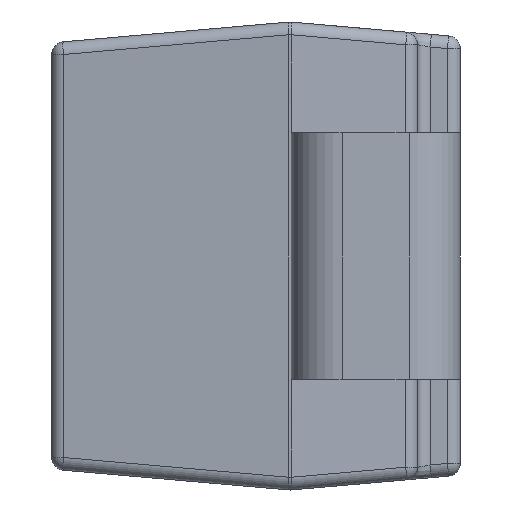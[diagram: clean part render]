
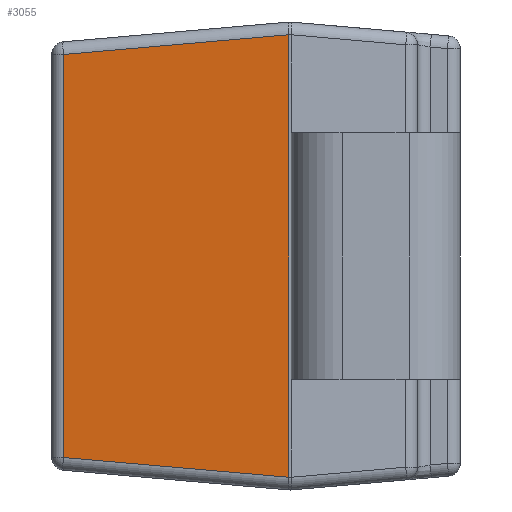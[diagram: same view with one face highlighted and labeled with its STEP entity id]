
A CAD part, left-side view. The second image highlights one B-rep face of the part: STEP entity #3055.
In plain terms, the highlighted planar face has unit normal (-0.996, 0.087, 0).
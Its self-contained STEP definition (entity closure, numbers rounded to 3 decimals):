
#55 = VERTEX_POINT ( 'NONE', #946 ) ;
#79 = CARTESIAN_POINT ( 'NONE',  ( -2.189, 1.007, 1.3 ) ) ;
#213 = LINE ( 'NONE', #1558, #639 ) ;
#219 = CARTESIAN_POINT ( 'NONE',  ( -2.074, 2.332, 1.184 ) ) ;
#336 = DIRECTION ( 'NONE',  ( -0.087, -0.996, 0. ) ) ;
#341 = CARTESIAN_POINT ( 'NONE',  ( -2.189, 1.007, -1.3 ) ) ;
#584 = PLANE ( 'NONE',  #931 ) ;
#590 = FACE_OUTER_BOUND ( 'NONE', #2099, .T. ) ;
#639 = VECTOR ( 'NONE', #1077, 1000. ) ;
#698 = EDGE_CURVE ( 'NONE', #55, #1953, #1149, .T. ) ;
#782 = ORIENTED_EDGE ( 'NONE', *, *, #698, .T. ) ;
#907 = VECTOR ( 'NONE', #1732, 1000. ) ;
#928 = ORIENTED_EDGE ( 'NONE', *, *, #2101, .T. ) ;
#931 = AXIS2_PLACEMENT_3D ( 'NONE', #2027, #2275, #336 ) ;
#946 = CARTESIAN_POINT ( 'NONE',  ( -2.074, 2.332, -1.184 ) ) ;
#1077 = DIRECTION ( 'NONE',  ( 0., 0., -1. ) ) ;
#1149 = LINE ( 'NONE', #1723, #907 ) ;
#1333 = VECTOR ( 'NONE', #2772, 1000. ) ;
#1558 = CARTESIAN_POINT ( 'NONE',  ( -2.074, 2.332, -1.253 ) ) ;
#1723 = CARTESIAN_POINT ( 'NONE',  ( -2.17, 1.231, -1.28 ) ) ;
#1732 = DIRECTION ( 'NONE',  ( -0.087, -0.992, -0.087 ) ) ;
#1953 = VERTEX_POINT ( 'NONE', #341 ) ;
#2027 = CARTESIAN_POINT ( 'NONE',  ( -2.19, 1., 1.375 ) ) ;
#2096 = EDGE_CURVE ( 'NONE', #2227, #55, #213, .T. ) ;
#2099 = EDGE_LOOP ( 'NONE', ( #2890, #782, #2647, #928 ) ) ;
#2101 = EDGE_CURVE ( 'NONE', #2836, #2227, #3042, .T. ) ;
#2152 = LINE ( 'NONE', #2846, #3010 ) ;
#2185 = DIRECTION ( 'NONE',  ( 0., 0., 1. ) ) ;
#2227 = VERTEX_POINT ( 'NONE', #219 ) ;
#2275 = DIRECTION ( 'NONE',  ( -0.996, 0.087, 0. ) ) ;
#2279 = EDGE_CURVE ( 'NONE', #1953, #2836, #2152, .T. ) ;
#2647 = ORIENTED_EDGE ( 'NONE', *, *, #2279, .T. ) ;
#2772 = DIRECTION ( 'NONE',  ( 0.087, 0.992, -0.087 ) ) ;
#2836 = VERTEX_POINT ( 'NONE', #79 ) ;
#2846 = CARTESIAN_POINT ( 'NONE',  ( -2.189, 1.007, 1.375 ) ) ;
#2890 = ORIENTED_EDGE ( 'NONE', *, *, #2096, .T. ) ;
#3010 = VECTOR ( 'NONE', #2185, 1000. ) ;
#3023 = CARTESIAN_POINT ( 'NONE',  ( -2.191, 0.994, 1.301 ) ) ;
#3042 = LINE ( 'NONE', #3023, #1333 ) ;
#3055 = ADVANCED_FACE ( 'NONE', ( #590 ), #584, .T. ) ;
